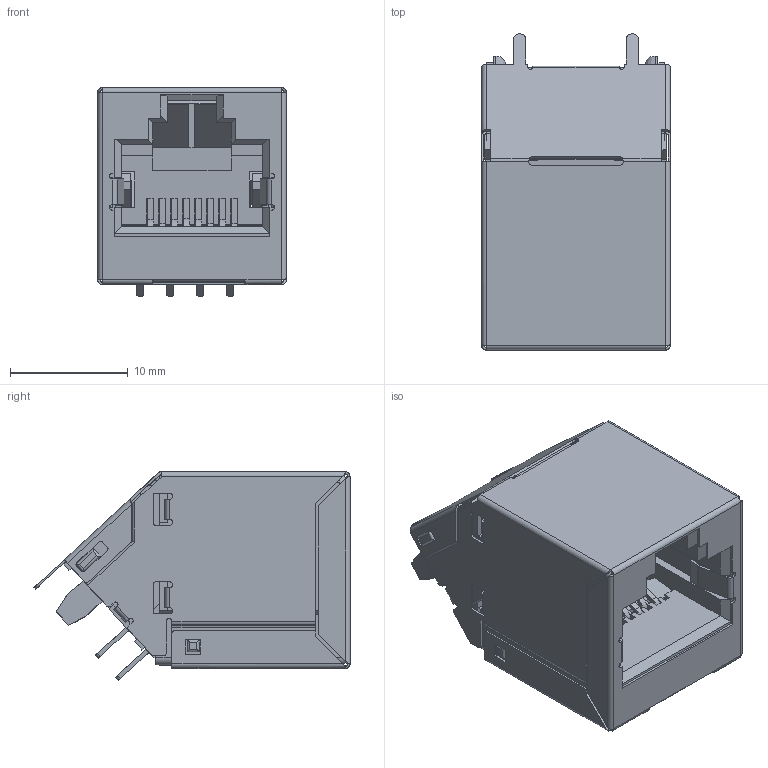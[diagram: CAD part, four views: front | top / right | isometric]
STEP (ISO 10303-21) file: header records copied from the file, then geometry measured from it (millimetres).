
FILE_DESCRIPTION(('STEP AP242'),'1');
FILE_NAME('615008160721.stp','2022-06-13T07:34:15',('TraceParts'),('TraceParts S.A.'),'Spatial InterOp 3D',' ',' ');
FILE_SCHEMA(('AP242_MANAGED_MODEL_BASED_3D_ENGINEERING_MIM_LF {1 0 10303 442 1 1 4}'));
Length unit declared in the file: millimetre
Products named in the file (1): 615008160721_1
Bounding box: 16.04 x 26.8 x 17.71 mm (x, y, z)
Volume: 2681.2 mm3; surface area: 9022.6 mm2
Topology: 13 solids, 13 shells, 1475 faces, 4200 edges, 2743 vertices
Faces by surface type: plane 1090, cylinder 359, bspline 16, cone 8, sphere 2
Entity records: 49874 total; most frequent: CARTESIAN_POINT 8777, ORIENTED_EDGE 8396, DIRECTION 7863, EDGE_CURVE 4198, LINE 3367, VECTOR 3367, VERTEX_POINT 2743, AXIS2_PLACEMENT_3D 2248
